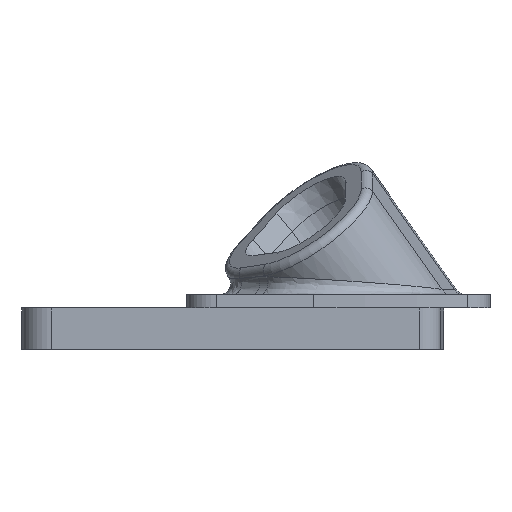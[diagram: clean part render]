
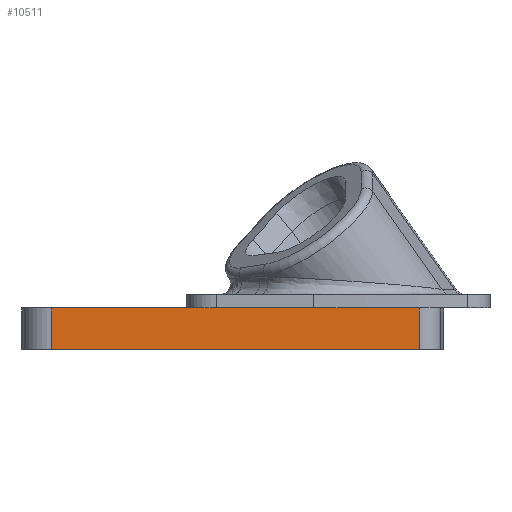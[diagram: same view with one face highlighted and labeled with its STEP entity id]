
A CAD part, left-side view. The second image highlights one B-rep face of the part: STEP entity #10511.
In plain terms, the highlighted planar face has unit normal (-1, 0, 0).
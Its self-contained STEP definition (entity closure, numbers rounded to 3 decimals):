
#4880 = PLANE('',#4881);
#4881 = AXIS2_PLACEMENT_3D('',#4882,#4883,#4884);
#4882 = CARTESIAN_POINT('',(0.,0.,-1.6));
#4883 = DIRECTION('',(0.,0.,1.));
#4884 = DIRECTION('',(1.,0.,0.));
#5343 = VERTEX_POINT('',#5344);
#5344 = CARTESIAN_POINT('',(-72.8,18.4,-1.6));
#5358 = PLANE('',#5359);
#5359 = AXIS2_PLACEMENT_3D('',#5360,#5361,#5362);
#5360 = CARTESIAN_POINT('',(0.,12.8,-1.6));
#5361 = DIRECTION('',(0.,0.,-1.));
#5362 = DIRECTION('',(-1.,0.,0.));
#8562 = EDGE_CURVE('',#5343,#8563,#8565,.T.);
#8563 = VERTEX_POINT('',#8564);
#8564 = CARTESIAN_POINT('',(-72.8,-9.8,-1.6));
#8565 = SURFACE_CURVE('',#8566,(#8570,#8577),.PCURVE_S1.);
#8566 = LINE('',#8567,#8568);
#8567 = CARTESIAN_POINT('',(-72.8,-4.9,-1.6));
#8568 = VECTOR('',#8569,1.);
#8569 = DIRECTION('',(0.,-1.,0.));
#8570 = PCURVE('',#4880,#8571);
#8571 = DEFINITIONAL_REPRESENTATION('',(#8572),#8576);
#8572 = LINE('',#8573,#8574);
#8573 = CARTESIAN_POINT('',(-72.8,-4.9));
#8574 = VECTOR('',#8575,1.);
#8575 = DIRECTION('',(0.,-1.));
#8576 = ( GEOMETRIC_REPRESENTATION_CONTEXT(2) 
PARAMETRIC_REPRESENTATION_CONTEXT() REPRESENTATION_CONTEXT('2D SPACE',''
  ) );
#8577 = PCURVE('',#8578,#8583);
#8578 = PLANE('',#8579);
#8579 = AXIS2_PLACEMENT_3D('',#8580,#8581,#8582);
#8580 = CARTESIAN_POINT('',(-72.8,-9.8,-1.6));
#8581 = DIRECTION('',(-1.,0.,0.));
#8582 = DIRECTION('',(0.,1.,0.));
#8583 = DEFINITIONAL_REPRESENTATION('',(#8584),#8588);
#8584 = LINE('',#8585,#8586);
#8585 = CARTESIAN_POINT('',(4.9,0.));
#8586 = VECTOR('',#8587,1.);
#8587 = DIRECTION('',(-1.,0.));
#8588 = ( GEOMETRIC_REPRESENTATION_CONTEXT(2) 
PARAMETRIC_REPRESENTATION_CONTEXT() REPRESENTATION_CONTEXT('2D SPACE',''
  ) );
#8607 = CYLINDRICAL_SURFACE('',#8608,2.6);
#8608 = AXIS2_PLACEMENT_3D('',#8609,#8610,#8611);
#8609 = CARTESIAN_POINT('',(-70.2,-9.8,-1.6));
#8610 = DIRECTION('',(0.,0.,-1.));
#8611 = DIRECTION('',(0.,-1.,0.));
#9133 = VERTEX_POINT('',#9134);
#9134 = CARTESIAN_POINT('',(-72.8,34.8,-1.6));
#9149 = CYLINDRICAL_SURFACE('',#9150,3.6);
#9150 = AXIS2_PLACEMENT_3D('',#9151,#9152,#9153);
#9151 = CARTESIAN_POINT('',(-69.2,34.8,-1.6));
#9152 = DIRECTION('',(0.,0.,-1.));
#9153 = DIRECTION('',(-1.,0.,0.));
#9161 = EDGE_CURVE('',#5343,#9133,#9162,.T.);
#9162 = SURFACE_CURVE('',#9163,(#9167,#9174),.PCURVE_S1.);
#9163 = LINE('',#9164,#9165);
#9164 = CARTESIAN_POINT('',(-72.8,-9.8,-1.6));
#9165 = VECTOR('',#9166,1.);
#9166 = DIRECTION('',(0.,1.,0.));
#9167 = PCURVE('',#5358,#9168);
#9168 = DEFINITIONAL_REPRESENTATION('',(#9169),#9173);
#9169 = LINE('',#9170,#9171);
#9170 = CARTESIAN_POINT('',(72.8,-22.6));
#9171 = VECTOR('',#9172,1.);
#9172 = DIRECTION('',(0.,1.));
#9173 = ( GEOMETRIC_REPRESENTATION_CONTEXT(2) 
PARAMETRIC_REPRESENTATION_CONTEXT() REPRESENTATION_CONTEXT('2D SPACE',''
  ) );
#9174 = PCURVE('',#8578,#9175);
#9175 = DEFINITIONAL_REPRESENTATION('',(#9176),#9180);
#9176 = LINE('',#9177,#9178);
#9177 = CARTESIAN_POINT('',(0.,0.));
#9178 = VECTOR('',#9179,1.);
#9179 = DIRECTION('',(1.,0.));
#9180 = ( GEOMETRIC_REPRESENTATION_CONTEXT(2) 
PARAMETRIC_REPRESENTATION_CONTEXT() REPRESENTATION_CONTEXT('2D SPACE',''
  ) );
#10511 = ADVANCED_FACE('',(#10512),#8578,.T.);
#10512 = FACE_BOUND('',#10513,.T.);
#10513 = EDGE_LOOP('',(#10514,#10515,#10516,#10539,#10567));
#10514 = ORIENTED_EDGE('',*,*,#8562,.F.);
#10515 = ORIENTED_EDGE('',*,*,#9161,.T.);
#10516 = ORIENTED_EDGE('',*,*,#10517,.T.);
#10517 = EDGE_CURVE('',#9133,#10518,#10520,.T.);
#10518 = VERTEX_POINT('',#10519);
#10519 = CARTESIAN_POINT('',(-72.8,34.8,-6.6));
#10520 = SURFACE_CURVE('',#10521,(#10525,#10532),.PCURVE_S1.);
#10521 = LINE('',#10522,#10523);
#10522 = CARTESIAN_POINT('',(-72.8,34.8,-1.6));
#10523 = VECTOR('',#10524,1.);
#10524 = DIRECTION('',(0.,0.,-1.));
#10525 = PCURVE('',#8578,#10526);
#10526 = DEFINITIONAL_REPRESENTATION('',(#10527),#10531);
#10527 = LINE('',#10528,#10529);
#10528 = CARTESIAN_POINT('',(44.6,0.));
#10529 = VECTOR('',#10530,1.);
#10530 = DIRECTION('',(0.,1.));
#10531 = ( GEOMETRIC_REPRESENTATION_CONTEXT(2) 
PARAMETRIC_REPRESENTATION_CONTEXT() REPRESENTATION_CONTEXT('2D SPACE',''
  ) );
#10532 = PCURVE('',#9149,#10533);
#10533 = DEFINITIONAL_REPRESENTATION('',(#10534),#10538);
#10534 = LINE('',#10535,#10536);
#10535 = CARTESIAN_POINT('',(0.,0.));
#10536 = VECTOR('',#10537,1.);
#10537 = DIRECTION('',(0.,1.));
#10538 = ( GEOMETRIC_REPRESENTATION_CONTEXT(2) 
PARAMETRIC_REPRESENTATION_CONTEXT() REPRESENTATION_CONTEXT('2D SPACE',''
  ) );
#10539 = ORIENTED_EDGE('',*,*,#10540,.F.);
#10540 = EDGE_CURVE('',#10541,#10518,#10543,.T.);
#10541 = VERTEX_POINT('',#10542);
#10542 = CARTESIAN_POINT('',(-72.8,-9.8,-6.6));
#10543 = SURFACE_CURVE('',#10544,(#10548,#10555),.PCURVE_S1.);
#10544 = LINE('',#10545,#10546);
#10545 = CARTESIAN_POINT('',(-72.8,-9.8,-6.6));
#10546 = VECTOR('',#10547,1.);
#10547 = DIRECTION('',(0.,1.,0.));
#10548 = PCURVE('',#8578,#10549);
#10549 = DEFINITIONAL_REPRESENTATION('',(#10550),#10554);
#10550 = LINE('',#10551,#10552);
#10551 = CARTESIAN_POINT('',(0.,5.));
#10552 = VECTOR('',#10553,1.);
#10553 = DIRECTION('',(1.,0.));
#10554 = ( GEOMETRIC_REPRESENTATION_CONTEXT(2) 
PARAMETRIC_REPRESENTATION_CONTEXT() REPRESENTATION_CONTEXT('2D SPACE',''
  ) );
#10555 = PCURVE('',#10556,#10561);
#10556 = PLANE('',#10557);
#10557 = AXIS2_PLACEMENT_3D('',#10558,#10559,#10560);
#10558 = CARTESIAN_POINT('',(0.,12.8,-6.6));
#10559 = DIRECTION('',(0.,0.,-1.));
#10560 = DIRECTION('',(-1.,0.,0.));
#10561 = DEFINITIONAL_REPRESENTATION('',(#10562),#10566);
#10562 = LINE('',#10563,#10564);
#10563 = CARTESIAN_POINT('',(72.8,-22.6));
#10564 = VECTOR('',#10565,1.);
#10565 = DIRECTION('',(0.,1.));
#10566 = ( GEOMETRIC_REPRESENTATION_CONTEXT(2) 
PARAMETRIC_REPRESENTATION_CONTEXT() REPRESENTATION_CONTEXT('2D SPACE',''
  ) );
#10567 = ORIENTED_EDGE('',*,*,#10568,.F.);
#10568 = EDGE_CURVE('',#8563,#10541,#10569,.T.);
#10569 = SURFACE_CURVE('',#10570,(#10574,#10581),.PCURVE_S1.);
#10570 = LINE('',#10571,#10572);
#10571 = CARTESIAN_POINT('',(-72.8,-9.8,-1.6));
#10572 = VECTOR('',#10573,1.);
#10573 = DIRECTION('',(0.,0.,-1.));
#10574 = PCURVE('',#8578,#10575);
#10575 = DEFINITIONAL_REPRESENTATION('',(#10576),#10580);
#10576 = LINE('',#10577,#10578);
#10577 = CARTESIAN_POINT('',(0.,0.));
#10578 = VECTOR('',#10579,1.);
#10579 = DIRECTION('',(0.,1.));
#10580 = ( GEOMETRIC_REPRESENTATION_CONTEXT(2) 
PARAMETRIC_REPRESENTATION_CONTEXT() REPRESENTATION_CONTEXT('2D SPACE',''
  ) );
#10581 = PCURVE('',#8607,#10582);
#10582 = DEFINITIONAL_REPRESENTATION('',(#10583),#10587);
#10583 = LINE('',#10584,#10585);
#10584 = CARTESIAN_POINT('',(1.571,0.));
#10585 = VECTOR('',#10586,1.);
#10586 = DIRECTION('',(0.,1.));
#10587 = ( GEOMETRIC_REPRESENTATION_CONTEXT(2) 
PARAMETRIC_REPRESENTATION_CONTEXT() REPRESENTATION_CONTEXT('2D SPACE',''
  ) );
